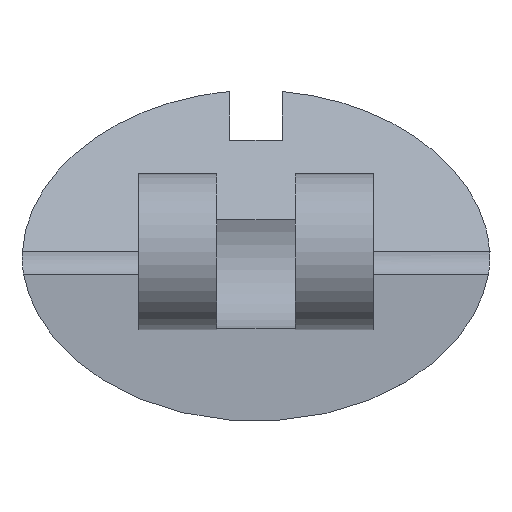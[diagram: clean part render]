
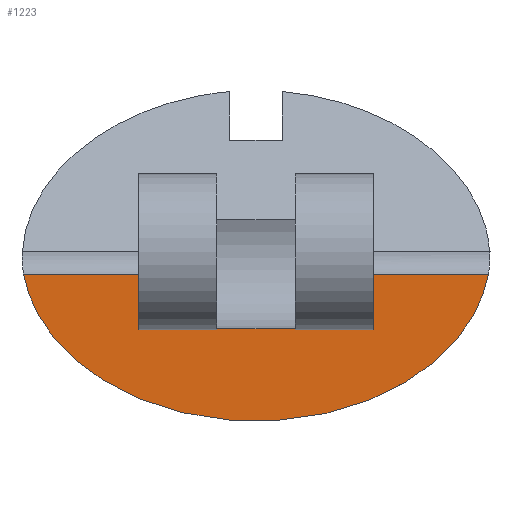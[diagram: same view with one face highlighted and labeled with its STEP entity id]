
A CAD part, front view. The second image highlights one B-rep face of the part: STEP entity #1223.
In plain terms, the highlighted planar face has unit normal (0, -1, 0).
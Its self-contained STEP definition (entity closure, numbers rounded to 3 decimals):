
#34 = CARTESIAN_POINT ( 'NONE',  ( 8.92, 0., -0.866 ) ) ;
#42 = ORIENTED_EDGE ( 'NONE', *, *, #634, .F. ) ;
#73 = VECTOR ( 'NONE', #1799, 1000. ) ;
#155 = VECTOR ( 'NONE', #1337, 1000. ) ;
#170 = CARTESIAN_POINT ( 'NONE',  ( 8.92, 0., -0.866 ) ) ;
#185 = LINE ( 'NONE', #677, #2092 ) ;
#211 = CARTESIAN_POINT ( 'NONE',  ( -8.92, 0., -0.866 ) ) ;
#233 = VERTEX_POINT ( 'NONE', #1450 ) ;
#287 = VERTEX_POINT ( 'NONE', #1038 ) ;
#362 = VECTOR ( 'NONE', #789, 1000. ) ;
#366 = VECTOR ( 'NONE', #1593, 1000. ) ;
#398 = VECTOR ( 'NONE', #996, 1000. ) ;
#400 = VERTEX_POINT ( 'NONE', #1917 ) ;
#420 = CARTESIAN_POINT ( 'NONE',  ( -4.5, 0., -2.958 ) ) ;
#427 = EDGE_CURVE ( 'NONE', #1796, #2057, #2105, .T. ) ;
#455 = ORIENTED_EDGE ( 'NONE', *, *, #1611, .T. ) ;
#478 = CARTESIAN_POINT ( 'NONE',  ( -9.517, 0., -0.866 ) ) ;
#486 = PLANE ( 'NONE',  #723 ) ;
#502 = CARTESIAN_POINT ( 'NONE',  ( -4.5, 0., -2.958 ) ) ;
#573 = VERTEX_POINT ( 'NONE', #1512 ) ;
#577 = CARTESIAN_POINT ( 'NONE',  ( 1.5, 0., -2.958 ) ) ;
#634 = EDGE_CURVE ( 'NONE', #573, #837, #988, .T. ) ;
#677 = CARTESIAN_POINT ( 'NONE',  ( 4.5, 0., 0. ) ) ;
#723 = AXIS2_PLACEMENT_3D ( 'NONE', #1674, #2023, #1163 ) ;
#777 = DIRECTION ( 'NONE',  ( -1., 0., 0. ) ) ;
#789 = DIRECTION ( 'NONE',  ( 1., 0., 0. ) ) ;
#790 = LINE ( 'NONE', #502, #73 ) ;
#837 = VERTEX_POINT ( 'NONE', #1553 ) ;
#903 = CARTESIAN_POINT ( 'NONE',  ( -4.5, 0., 0. ) ) ;
#915 = CARTESIAN_POINT ( 'NONE',  ( -4.5, 0., -0.866 ) ) ;
#953 = CARTESIAN_POINT ( 'NONE',  ( -9.517, 0., -0.866 ) ) ;
#985 = ORIENTED_EDGE ( 'NONE', *, *, #2051, .T. ) ;
#988 = LINE ( 'NONE', #1668, #155 ) ;
#996 = DIRECTION ( 'NONE',  ( -1., 0., 0. ) ) ;
#1038 = CARTESIAN_POINT ( 'NONE',  ( -1.5, 0., -2.958 ) ) ;
#1073 = ORIENTED_EDGE ( 'NONE', *, *, #2111, .F. ) ;
#1100 = EDGE_CURVE ( 'NONE', #1130, #233, #1151, .T. ) ;
#1101 = EDGE_CURVE ( 'NONE', #837, #400, #185, .T. ) ;
#1130 = VERTEX_POINT ( 'NONE', #170 ) ;
#1151 =( BOUNDED_CURVE ( )  B_SPLINE_CURVE ( 3, ( #34, #2059, #1226, #211 ),
 .UNSPECIFIED., .F., .F. ) 
 B_SPLINE_CURVE_WITH_KNOTS ( ( 4, 4 ),
 ( 0.134, 3.008 ),
 .UNSPECIFIED. ) 
 CURVE ( )  GEOMETRIC_REPRESENTATION_ITEM ( )  RATIONAL_B_SPLINE_CURVE ( ( 1., 0.422, 0.422, 1. ) ) 
 REPRESENTATION_ITEM ( '' )  );
#1163 = DIRECTION ( 'NONE',  ( 0., 0., 1. ) ) ;
#1223 = ADVANCED_FACE ( 'NONE', ( #1851 ), #486, .F. ) ;
#1226 = CARTESIAN_POINT ( 'NONE',  ( -7.043, 0., -10.949 ) ) ;
#1232 = ORIENTED_EDGE ( 'NONE', *, *, #427, .F. ) ;
#1337 = DIRECTION ( 'NONE',  ( 1., 0., 0. ) ) ;
#1420 = ORIENTED_EDGE ( 'NONE', *, *, #1100, .F. ) ;
#1450 = CARTESIAN_POINT ( 'NONE',  ( -8.92, 0., -0.866 ) ) ;
#1493 = VECTOR ( 'NONE', #777, 1000. ) ;
#1512 = CARTESIAN_POINT ( 'NONE',  ( 1.5, 0., -2.958 ) ) ;
#1548 = EDGE_CURVE ( 'NONE', #1796, #233, #1990, .T. ) ;
#1553 = CARTESIAN_POINT ( 'NONE',  ( 4.5, 0., -2.958 ) ) ;
#1593 = DIRECTION ( 'NONE',  ( 0., 0., -1. ) ) ;
#1611 = EDGE_CURVE ( 'NONE', #287, #2057, #790, .T. ) ;
#1628 = EDGE_LOOP ( 'NONE', ( #1420, #985, #2147, #42, #1073, #455, #1232, #1720 ) ) ;
#1668 = CARTESIAN_POINT ( 'NONE',  ( 4.5, 0., -2.958 ) ) ;
#1674 = CARTESIAN_POINT ( 'NONE',  ( 0., 0., 0. ) ) ;
#1720 = ORIENTED_EDGE ( 'NONE', *, *, #1548, .T. ) ;
#1759 = LINE ( 'NONE', #577, #362 ) ;
#1785 = LINE ( 'NONE', #953, #1493 ) ;
#1796 = VERTEX_POINT ( 'NONE', #915 ) ;
#1799 = DIRECTION ( 'NONE',  ( -1., 0., 0. ) ) ;
#1851 = FACE_OUTER_BOUND ( 'NONE', #1628, .T. ) ;
#1864 = DIRECTION ( 'NONE',  ( 0., 0., 1. ) ) ;
#1917 = CARTESIAN_POINT ( 'NONE',  ( 4.5, 0., -0.866 ) ) ;
#1990 = LINE ( 'NONE', #478, #398 ) ;
#2023 = DIRECTION ( 'NONE',  ( 0., 1., 0. ) ) ;
#2051 = EDGE_CURVE ( 'NONE', #1130, #400, #1785, .T. ) ;
#2057 = VERTEX_POINT ( 'NONE', #420 ) ;
#2059 = CARTESIAN_POINT ( 'NONE',  ( 7.043, 0., -10.949 ) ) ;
#2092 = VECTOR ( 'NONE', #1864, 1000. ) ;
#2105 = LINE ( 'NONE', #903, #366 ) ;
#2111 = EDGE_CURVE ( 'NONE', #287, #573, #1759, .T. ) ;
#2147 = ORIENTED_EDGE ( 'NONE', *, *, #1101, .F. ) ;
